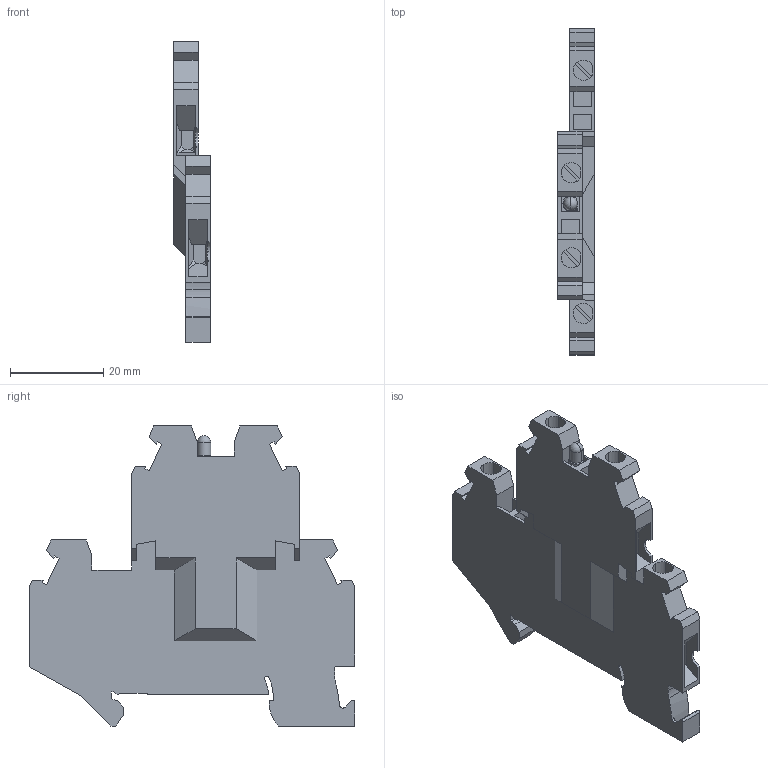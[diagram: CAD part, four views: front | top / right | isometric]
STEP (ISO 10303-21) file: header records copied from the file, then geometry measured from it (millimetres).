
FILE_DESCRIPTION(('STEP AP214'),'1');
FILE_NAME('cctmp_4356806E-7C84-4494-A5CA-B80343F3C976_2023_07_24_09_26_45_0948..stp','2023-07-24T07:26:46',('SIEMENS A&D'),('CADClick - www.CADClick.com'),'Spatial InterOp 3D postprocessed',' ','unknown authorization');
FILE_SCHEMA(('AUTOMOTIVE_DESIGN'));
Length unit declared in the file: millimetre
Products named in the file (1): 2023_07_24_09_26_45_0935
Bounding box: 7.72 x 69.9 x 64.35 mm (x, y, z)
Volume: 12804 mm3; surface area: 9944.4 mm2
Topology: 1 solids, 1 shells, 293 faces, 845 edges, 558 vertices
Faces by surface type: plane 241, cylinder 48, cone 2, sphere 2
Entity records: 10458 total; most frequent: CARTESIAN_POINT 1740, ORIENTED_EDGE 1686, DIRECTION 1544, EDGE_CURVE 843, LINE 726, VECTOR 726, VERTEX_POINT 558, AXIS2_PLACEMENT_3D 409
